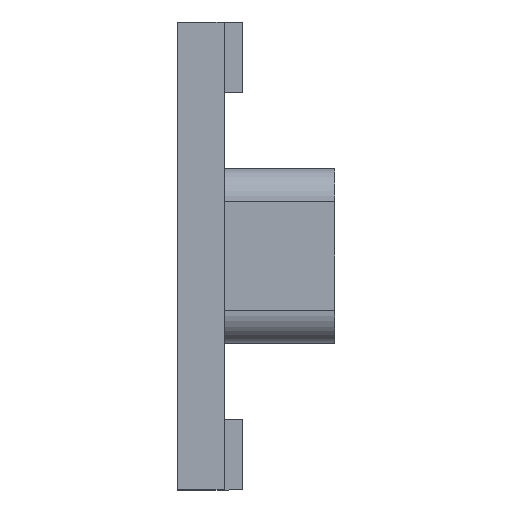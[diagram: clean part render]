
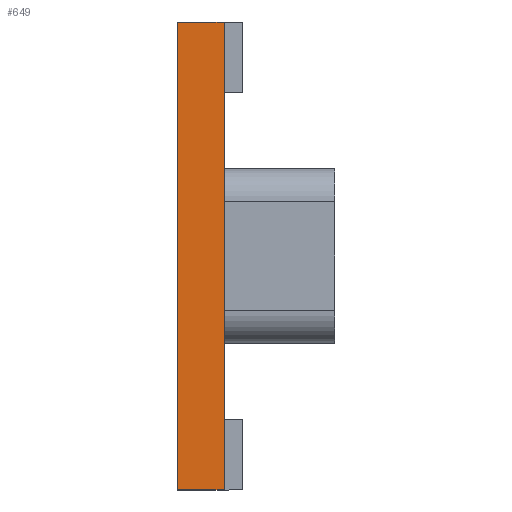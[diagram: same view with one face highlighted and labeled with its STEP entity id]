
A CAD part, left-side view. The second image highlights one B-rep face of the part: STEP entity #649.
In plain terms, the highlighted planar face has unit normal (-1, 0, 0).
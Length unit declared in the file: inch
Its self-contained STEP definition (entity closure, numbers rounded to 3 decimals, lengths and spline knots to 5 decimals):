
#24 = ORIENTED_EDGE ( 'NONE', *, *, #600, .F. ) ;
#35 = CARTESIAN_POINT ( 'NONE',  ( -0.5, 0.4, -0.5 ) ) ;
#64 = FACE_OUTER_BOUND ( 'NONE', #105, .T. ) ;
#105 = EDGE_LOOP ( 'NONE', ( #665, #518, #756, #24 ) ) ;
#120 = CARTESIAN_POINT ( 'NONE',  ( -0.5, 0.4, 0.5 ) ) ;
#179 = CARTESIAN_POINT ( 'NONE',  ( -0.5, 0.1, 0.5 ) ) ;
#196 = DIRECTION ( 'NONE',  ( 0., -1., 0. ) ) ;
#204 = CARTESIAN_POINT ( 'NONE',  ( -0.5, 0.1, -0.5 ) ) ;
#258 = VERTEX_POINT ( 'NONE', #970 ) ;
#291 = CARTESIAN_POINT ( 'NONE',  ( -0.5, 0.1, -0.5 ) ) ;
#427 = VERTEX_POINT ( 'NONE', #179 ) ;
#453 = LINE ( 'NONE', #627, #1103 ) ;
#468 = DIRECTION ( 'NONE',  ( 0., 0., 1. ) ) ;
#499 = LINE ( 'NONE', #35, #589 ) ;
#518 = ORIENTED_EDGE ( 'NONE', *, *, #609, .T. ) ;
#555 = VECTOR ( 'NONE', #977, 39.37008 ) ;
#559 = EDGE_CURVE ( 'NONE', #427, #601, #607, .T. ) ;
#589 = VECTOR ( 'NONE', #196, 39.37008 ) ;
#600 = EDGE_CURVE ( 'NONE', #427, #258, #816, .T. ) ;
#601 = VERTEX_POINT ( 'NONE', #204 ) ;
#607 = LINE ( 'NONE', #291, #737 ) ;
#609 = EDGE_CURVE ( 'NONE', #601, #1008, #499, .T. ) ;
#627 = CARTESIAN_POINT ( 'NONE',  ( -0.5, 0., -0.5 ) ) ;
#649 = ADVANCED_FACE ( 'NONE', ( #64 ), #1070, .F. ) ;
#665 = ORIENTED_EDGE ( 'NONE', *, *, #559, .T. ) ;
#667 = CARTESIAN_POINT ( 'NONE',  ( -0.5, 0., -0.5 ) ) ;
#708 = CARTESIAN_POINT ( 'NONE',  ( -0.5, 0.4, -0.5 ) ) ;
#727 = DIRECTION ( 'NONE',  ( 1., 0., 0. ) ) ;
#737 = VECTOR ( 'NONE', #1055, 39.37008 ) ;
#756 = ORIENTED_EDGE ( 'NONE', *, *, #792, .T. ) ;
#792 = EDGE_CURVE ( 'NONE', #1008, #258, #453, .T. ) ;
#810 = DIRECTION ( 'NONE',  ( 0., 0., -1. ) ) ;
#816 = LINE ( 'NONE', #120, #555 ) ;
#923 = AXIS2_PLACEMENT_3D ( 'NONE', #708, #727, #810 ) ;
#970 = CARTESIAN_POINT ( 'NONE',  ( -0.5, 0., 0.5 ) ) ;
#977 = DIRECTION ( 'NONE',  ( 0., -1., 0. ) ) ;
#1008 = VERTEX_POINT ( 'NONE', #667 ) ;
#1055 = DIRECTION ( 'NONE',  ( 0., 0., -1. ) ) ;
#1070 = PLANE ( 'NONE',  #923 ) ;
#1103 = VECTOR ( 'NONE', #468, 39.37008 ) ;
